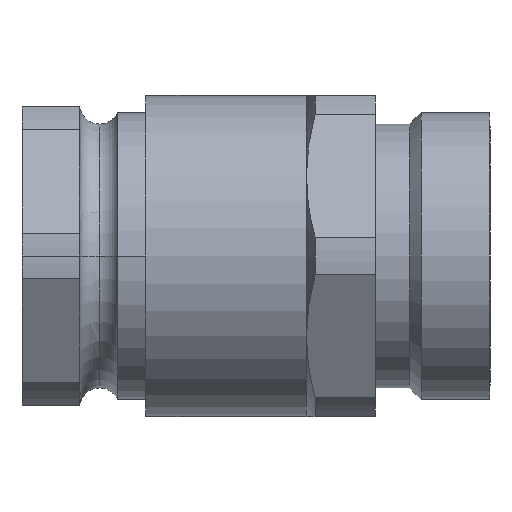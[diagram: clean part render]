
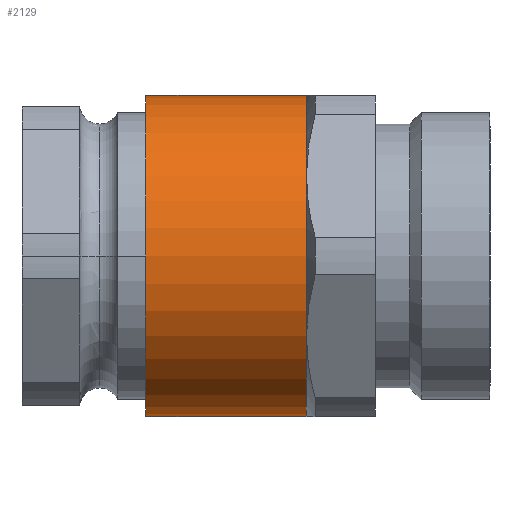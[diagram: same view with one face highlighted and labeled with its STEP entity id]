
A CAD part, front view. The second image highlights one B-rep face of the part: STEP entity #2129.
In plain terms, the highlighted cylindrical face has radius 7 mm (diameter 14 mm), a partial arc.
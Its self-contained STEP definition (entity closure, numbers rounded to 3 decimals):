
#26 = VERTEX_POINT ( 'NONE', #814 ) ;
#131 = EDGE_CURVE ( 'NONE', #305, #679, #1575, .T. ) ;
#176 = AXIS2_PLACEMENT_3D ( 'NONE', #882, #1555, #2438 ) ;
#231 = DIRECTION ( 'NONE',  ( -1., 0., 0. ) ) ;
#290 = CARTESIAN_POINT ( 'NONE',  ( -8., 0., 7. ) ) ;
#305 = VERTEX_POINT ( 'NONE', #964 ) ;
#366 = ORIENTED_EDGE ( 'NONE', *, *, #131, .F. ) ;
#450 = ORIENTED_EDGE ( 'NONE', *, *, #2394, .F. ) ;
#498 = CARTESIAN_POINT ( 'NONE',  ( -8., -6.062, -3.5 ) ) ;
#679 = VERTEX_POINT ( 'NONE', #1352 ) ;
#770 = CIRCLE ( 'NONE', #2067, 7. ) ;
#814 = CARTESIAN_POINT ( 'NONE',  ( -8., -6.062, 3.5 ) ) ;
#876 = DIRECTION ( 'NONE',  ( 0., 0., 1. ) ) ;
#882 = CARTESIAN_POINT ( 'NONE',  ( -15., 0., 0. ) ) ;
#888 = EDGE_CURVE ( 'NONE', #1439, #679, #2632, .T. ) ;
#917 = DIRECTION ( 'NONE',  ( 0., 0., 1. ) ) ;
#964 = CARTESIAN_POINT ( 'NONE',  ( -15., 0., -7. ) ) ;
#1054 = DIRECTION ( 'NONE',  ( -1., 0., 0. ) ) ;
#1099 = CARTESIAN_POINT ( 'NONE',  ( -8., 0., 0. ) ) ;
#1169 = EDGE_CURVE ( 'NONE', #26, #1439, #1933, .T. ) ;
#1274 = AXIS2_PLACEMENT_3D ( 'NONE', #1726, #2177, #2412 ) ;
#1304 = DIRECTION ( 'NONE',  ( -1., 0., 0. ) ) ;
#1314 = DIRECTION ( 'NONE',  ( 0., 0., 1. ) ) ;
#1352 = CARTESIAN_POINT ( 'NONE',  ( -15., 0., 7. ) ) ;
#1362 = ORIENTED_EDGE ( 'NONE', *, *, #888, .T. ) ;
#1376 = EDGE_CURVE ( 'NONE', #1492, #26, #770, .T. ) ;
#1439 = VERTEX_POINT ( 'NONE', #290 ) ;
#1447 = LINE ( 'NONE', #1494, #2090 ) ;
#1492 = VERTEX_POINT ( 'NONE', #498 ) ;
#1494 = CARTESIAN_POINT ( 'NONE',  ( -15., 0., -7. ) ) ;
#1540 = FACE_OUTER_BOUND ( 'NONE', #2424, .T. ) ;
#1555 = DIRECTION ( 'NONE',  ( -1., 0., 0. ) ) ;
#1570 = EDGE_CURVE ( 'NONE', #2693, #1492, #1627, .T. ) ;
#1575 = CIRCLE ( 'NONE', #2463, 7. ) ;
#1600 = ORIENTED_EDGE ( 'NONE', *, *, #1570, .T. ) ;
#1627 = CIRCLE ( 'NONE', #1670, 7. ) ;
#1670 = AXIS2_PLACEMENT_3D ( 'NONE', #2192, #1054, #1314 ) ;
#1726 = CARTESIAN_POINT ( 'NONE',  ( -8., 0., 0. ) ) ;
#1920 = CARTESIAN_POINT ( 'NONE',  ( -15., 0., 7. ) ) ;
#1933 = CIRCLE ( 'NONE', #1274, 7. ) ;
#2017 = DIRECTION ( 'NONE',  ( -1., 0., 0. ) ) ;
#2049 = ORIENTED_EDGE ( 'NONE', *, *, #1169, .T. ) ;
#2067 = AXIS2_PLACEMENT_3D ( 'NONE', #1099, #2017, #876 ) ;
#2090 = VECTOR ( 'NONE', #2186, 1000. ) ;
#2129 = ADVANCED_FACE ( 'NONE', ( #1540 ), #2218, .T. ) ;
#2177 = DIRECTION ( 'NONE',  ( -1., 0., 0. ) ) ;
#2186 = DIRECTION ( 'NONE',  ( -1., 0., 0. ) ) ;
#2192 = CARTESIAN_POINT ( 'NONE',  ( -8., 0., 0. ) ) ;
#2218 = CYLINDRICAL_SURFACE ( 'NONE', #176, 7. ) ;
#2291 = CARTESIAN_POINT ( 'NONE',  ( -15., 0., 0. ) ) ;
#2325 = VECTOR ( 'NONE', #1304, 1000. ) ;
#2394 = EDGE_CURVE ( 'NONE', #2693, #305, #1447, .T. ) ;
#2412 = DIRECTION ( 'NONE',  ( 0., 0., 1. ) ) ;
#2424 = EDGE_LOOP ( 'NONE', ( #450, #1600, #2638, #2049, #1362, #366 ) ) ;
#2438 = DIRECTION ( 'NONE',  ( 0., 0., 1. ) ) ;
#2463 = AXIS2_PLACEMENT_3D ( 'NONE', #2291, #231, #917 ) ;
#2632 = LINE ( 'NONE', #1920, #2325 ) ;
#2638 = ORIENTED_EDGE ( 'NONE', *, *, #1376, .T. ) ;
#2669 = CARTESIAN_POINT ( 'NONE',  ( -8., 0., -7. ) ) ;
#2693 = VERTEX_POINT ( 'NONE', #2669 ) ;
